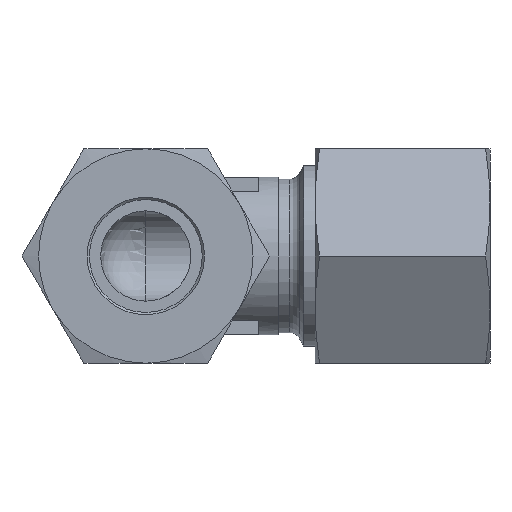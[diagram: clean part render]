
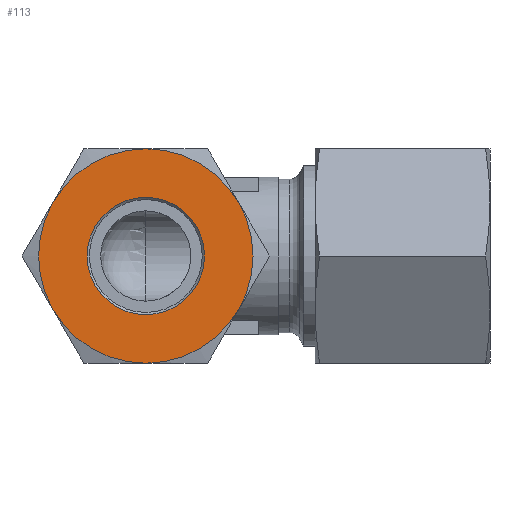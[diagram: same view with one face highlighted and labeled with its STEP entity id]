
A CAD part, front view. The second image highlights one B-rep face of the part: STEP entity #113.
In plain terms, the highlighted planar face has unit normal (0, -1, 0).
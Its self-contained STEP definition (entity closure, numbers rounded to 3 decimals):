
#113 = ADVANCED_FACE( '', ( #249, #250 ), #251, .F. );
#249 = FACE_BOUND( '', #447, .T. );
#250 = FACE_OUTER_BOUND( '', #448, .T. );
#251 = PLANE( '', #449 );
#447 = EDGE_LOOP( '', ( #830 ) );
#448 = EDGE_LOOP( '', ( #831, #832, #833, #834, #835, #836 ) );
#449 = AXIS2_PLACEMENT_3D( '', #837, #838, #839 );
#830 = ORIENTED_EDGE( '', *, *, #1240, .F. );
#831 = ORIENTED_EDGE( '', *, *, #1248, .T. );
#832 = ORIENTED_EDGE( '', *, *, #1247, .T. );
#833 = ORIENTED_EDGE( '', *, *, #1242, .T. );
#834 = ORIENTED_EDGE( '', *, *, #1212, .T. );
#835 = ORIENTED_EDGE( '', *, *, #1223, .T. );
#836 = ORIENTED_EDGE( '', *, *, #1249, .T. );
#837 = CARTESIAN_POINT( '', ( 9.5, -30.5, 0. ) );
#838 = DIRECTION( '', ( 0., 1., 0. ) );
#839 = DIRECTION( '', ( -1., 0., 0. ) );
#1212 = EDGE_CURVE( '', #1428, #1429, #1430, .T. );
#1223 = EDGE_CURVE( '', #1429, #1445, #1447, .T. );
#1240 = EDGE_CURVE( '', #1473, #1473, #1474, .T. );
#1242 = EDGE_CURVE( '', #1460, #1428, #1477, .T. );
#1247 = EDGE_CURVE( '', #1453, #1460, #1485, .T. );
#1248 = EDGE_CURVE( '', #1469, #1453, #1486, .T. );
#1249 = EDGE_CURVE( '', #1445, #1469, #1487, .T. );
#1428 = VERTEX_POINT( '', #1845 );
#1429 = VERTEX_POINT( '', #1846 );
#1430 = CIRCLE( '', #1847, 9.5 );
#1445 = VERTEX_POINT( '', #1887 );
#1447 = CIRCLE( '', #1894, 9.5 );
#1453 = VERTEX_POINT( '', #1911 );
#1460 = VERTEX_POINT( '', #1930 );
#1469 = VERTEX_POINT( '', #1961 );
#1473 = VERTEX_POINT( '', #1980 );
#1474 = CIRCLE( '', #1981, 5.2 );
#1477 = CIRCLE( '', #1984, 9.5 );
#1485 = CIRCLE( '', #1997, 9.5 );
#1486 = CIRCLE( '', #1998, 9.5 );
#1487 = CIRCLE( '', #1999, 9.5 );
#1845 = CARTESIAN_POINT( '', ( 0., -30.5, 9.5 ) );
#1846 = CARTESIAN_POINT( '', ( -8.227, -30.5, 4.75 ) );
#1847 = AXIS2_PLACEMENT_3D( '', #2275, #2276, #2277 );
#1887 = CARTESIAN_POINT( '', ( -8.227, -30.5, -4.75 ) );
#1894 = AXIS2_PLACEMENT_3D( '', #2290, #2291, #2292 );
#1911 = CARTESIAN_POINT( '', ( 8.227, -30.5, -4.75 ) );
#1930 = CARTESIAN_POINT( '', ( 8.227, -30.5, 4.75 ) );
#1961 = CARTESIAN_POINT( '', ( 0., -30.5, -9.5 ) );
#1980 = CARTESIAN_POINT( '', ( 5.2, -30.5, 0. ) );
#1981 = AXIS2_PLACEMENT_3D( '', #2298, #2299, #2300 );
#1984 = AXIS2_PLACEMENT_3D( '', #2304, #2305, #2306 );
#1997 = AXIS2_PLACEMENT_3D( '', #2316, #2317, #2318 );
#1998 = AXIS2_PLACEMENT_3D( '', #2319, #2320, #2321 );
#1999 = AXIS2_PLACEMENT_3D( '', #2322, #2323, #2324 );
#2275 = CARTESIAN_POINT( '', ( 0., -30.5, 0. ) );
#2276 = DIRECTION( '', ( 0., -1., 0. ) );
#2277 = DIRECTION( '', ( 1., 0., 0. ) );
#2290 = CARTESIAN_POINT( '', ( 0., -30.5, 0. ) );
#2291 = DIRECTION( '', ( 0., -1., 0. ) );
#2292 = DIRECTION( '', ( 1., 0., 0. ) );
#2298 = CARTESIAN_POINT( '', ( 0., -30.5, 0. ) );
#2299 = DIRECTION( '', ( 0., -1., 0. ) );
#2300 = DIRECTION( '', ( 1., 0., 0. ) );
#2304 = CARTESIAN_POINT( '', ( 0., -30.5, 0. ) );
#2305 = DIRECTION( '', ( 0., -1., 0. ) );
#2306 = DIRECTION( '', ( 1., 0., 0. ) );
#2316 = CARTESIAN_POINT( '', ( 0., -30.5, 0. ) );
#2317 = DIRECTION( '', ( 0., -1., 0. ) );
#2318 = DIRECTION( '', ( 1., 0., 0. ) );
#2319 = CARTESIAN_POINT( '', ( 0., -30.5, 0. ) );
#2320 = DIRECTION( '', ( 0., -1., 0. ) );
#2321 = DIRECTION( '', ( 1., 0., 0. ) );
#2322 = CARTESIAN_POINT( '', ( 0., -30.5, 0. ) );
#2323 = DIRECTION( '', ( 0., -1., 0. ) );
#2324 = DIRECTION( '', ( 1., 0., 0. ) );
